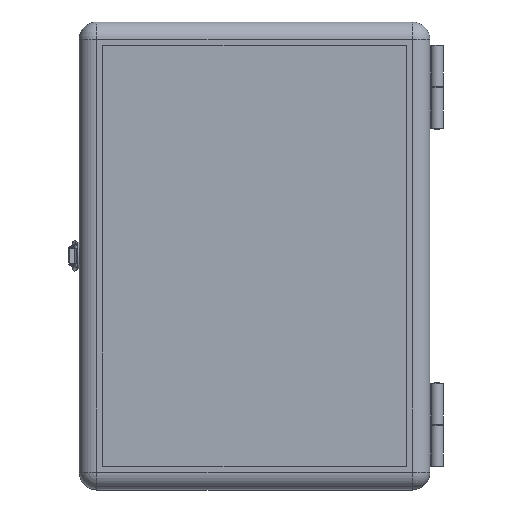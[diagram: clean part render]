
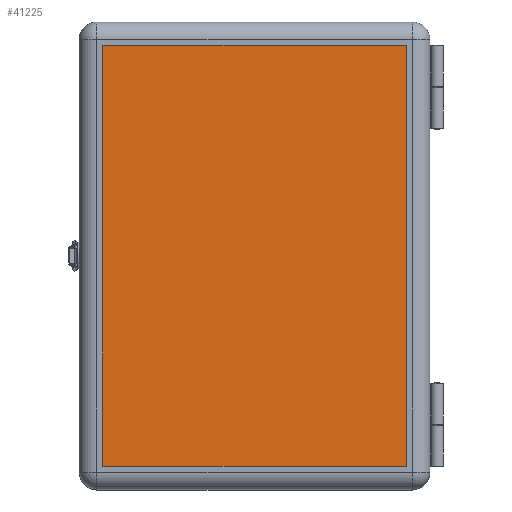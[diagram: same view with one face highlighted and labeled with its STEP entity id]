
A CAD part, top view. The second image highlights one B-rep face of the part: STEP entity #41225.
In plain terms, the highlighted face is planar.
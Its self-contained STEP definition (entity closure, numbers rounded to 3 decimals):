
#8686 = VERTEX_POINT ( 'NONE', #12328 ) ;
#8691 = VERTEX_POINT ( 'NONE', #12325 ) ;
#8692 = VERTEX_POINT ( 'NONE', #12331 ) ;
#9153 = CARTESIAN_POINT ( 'NONE',  ( -130., -180., 0. ) ) ;
#12325 = CARTESIAN_POINT ( 'NONE',  ( -130., 180., 0. ) ) ;
#12328 = CARTESIAN_POINT ( 'NONE',  ( 130., -180., 0. ) ) ;
#12331 = CARTESIAN_POINT ( 'NONE',  ( 130., 180., 0. ) ) ;
#23838 = LINE ( 'NONE', #23848, #44878 ) ;
#23848 = CARTESIAN_POINT ( 'NONE',  ( 130., -185., 0. ) ) ;
#23850 = DIRECTION ( 'NONE',  ( 0., 1., 0. ) ) ;
#23856 = LINE ( 'NONE', #23858, #44882 ) ;
#23857 = LINE ( 'NONE', #23869, #44885 ) ;
#23858 = CARTESIAN_POINT ( 'NONE',  ( -135., 180., 0. ) ) ;
#23859 = DIRECTION ( 'NONE',  ( -1., 0., 0. ) ) ;
#23869 = CARTESIAN_POINT ( 'NONE',  ( -135., -180., 0. ) ) ;
#23870 = DIRECTION ( 'NONE',  ( 1., 0., 0. ) ) ;
#23874 = LINE ( 'NONE', #23875, #44888 ) ;
#23875 = CARTESIAN_POINT ( 'NONE',  ( -130., -185., 0. ) ) ;
#23876 = DIRECTION ( 'NONE',  ( 0., -1., 0. ) ) ;
#29896 = VERTEX_POINT ( 'NONE', #9153 ) ;
#31930 = CARTESIAN_POINT ( 'NONE',  ( -135., -185., 0. ) ) ;
#31948 = FACE_OUTER_BOUND ( 'NONE', #37808, .T. ) ;
#31950 = PLANE ( 'NONE',  #48680 ) ;
#31954 = DIRECTION ( 'NONE',  ( 0., 0., 1. ) ) ;
#31956 = DIRECTION ( 'NONE',  ( 1., 0., 0. ) ) ;
#37671 = ORIENTED_EDGE ( 'NONE', *, *, #45066, .F. ) ;
#37674 = ORIENTED_EDGE ( 'NONE', *, *, #45073, .F. ) ;
#37679 = ORIENTED_EDGE ( 'NONE', *, *, #45075, .F. ) ;
#37681 = ORIENTED_EDGE ( 'NONE', *, *, #45069, .F. ) ;
#37808 = EDGE_LOOP ( 'NONE', ( #37671, #37674, #37679, #37681 ) ) ;
#41225 = ADVANCED_FACE ( 'NONE', ( #31948 ), #31950, .F. ) ;
#44878 = VECTOR ( 'NONE', #23850, 1000. ) ;
#44882 = VECTOR ( 'NONE', #23859, 1000. ) ;
#44885 = VECTOR ( 'NONE', #23870, 1000. ) ;
#44888 = VECTOR ( 'NONE', #23876, 1000. ) ;
#45066 = EDGE_CURVE ( 'NONE', #8686, #8692, #23838, .T. ) ;
#45069 = EDGE_CURVE ( 'NONE', #8692, #8691, #23856, .T. ) ;
#45073 = EDGE_CURVE ( 'NONE', #29896, #8686, #23857, .T. ) ;
#45075 = EDGE_CURVE ( 'NONE', #8691, #29896, #23874, .T. ) ;
#48680 = AXIS2_PLACEMENT_3D ( 'NONE', #31930, #31954, #31956 ) ;
